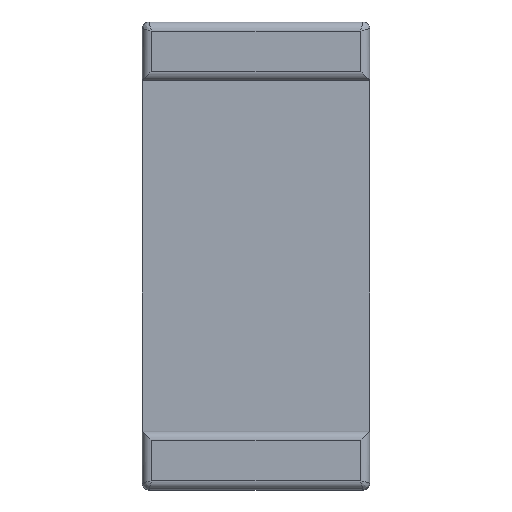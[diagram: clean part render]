
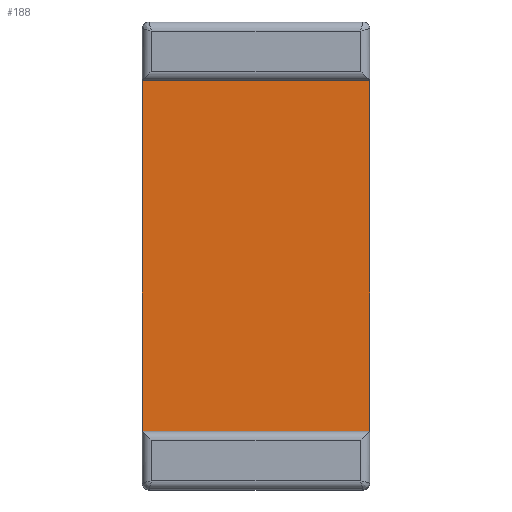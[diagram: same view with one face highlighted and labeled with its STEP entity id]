
A CAD part, top view. The second image highlights one B-rep face of the part: STEP entity #188.
In plain terms, the highlighted planar face has unit normal (0, 0, 1).
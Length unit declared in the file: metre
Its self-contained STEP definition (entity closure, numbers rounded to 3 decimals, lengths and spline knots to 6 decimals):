
#188=ADVANCED_FACE('0:40',(#367),#368,.T.);
#367=FACE_OUTER_BOUND('',#571,.T.);
#368=PLANE('',#572);
#571=EDGE_LOOP('',(#960,#961,#962,#963));
#572=AXIS2_PLACEMENT_3D('',#964,#965,#966);
#960=ORIENTED_EDGE('',*,*,#1446,.T.);
#961=ORIENTED_EDGE('',*,*,#1442,.T.);
#962=ORIENTED_EDGE('',*,*,#1447,.T.);
#963=ORIENTED_EDGE('',*,*,#1448,.T.);
#964=CARTESIAN_POINT('',(0.0,0.0,0.0));
#965=DIRECTION('',(0.0,0.0,1.0));
#966=DIRECTION('',(-1.0,0.0,0.0));
#1442=EDGE_CURVE('0:58',#1640,#1637,#1641,.T.);
#1446=EDGE_CURVE('0:67',#1646,#1640,#1647,.T.);
#1447=EDGE_CURVE('0:70',#1637,#1648,#1649,.T.);
#1448=EDGE_CURVE('0:73',#1648,#1646,#1650,.T.);
#1637=VERTEX_POINT('',#1909);
#1640=VERTEX_POINT('',#1913);
#1641=LINE('',#1914,#1915);
#1646=VERTEX_POINT('',#1922);
#1647=LINE('',#1923,#1924);
#1648=VERTEX_POINT('',#1925);
#1649=LINE('',#1926,#1927);
#1650=LINE('',#1928,#1929);
#1909=CARTESIAN_POINT('',(-0.00075,0.0015,0.0));
#1913=CARTESIAN_POINT('',(0.00075,0.0015,0.0));
#1914=CARTESIAN_POINT('',(0.0,0.0015,0.0));
#1915=VECTOR('',#2275,1.0);
#1922=CARTESIAN_POINT('',(0.00075,-0.0015,0.0));
#1923=CARTESIAN_POINT('',(0.00075,0.0,0.0));
#1924=VECTOR('',#2278,1.0);
#1925=CARTESIAN_POINT('',(-0.00075,-0.0015,0.0));
#1926=CARTESIAN_POINT('',(-0.00075,0.0,0.0));
#1927=VECTOR('',#2279,1.0);
#1928=CARTESIAN_POINT('',(0.0,-0.0015,0.0));
#1929=VECTOR('',#2280,1.0);
#2275=DIRECTION('',(-1.0,0.0,0.0));
#2278=DIRECTION('',(0.0,1.0,0.0));
#2279=DIRECTION('',(0.0,-1.0,0.0));
#2280=DIRECTION('',(1.0,0.0,0.0));
